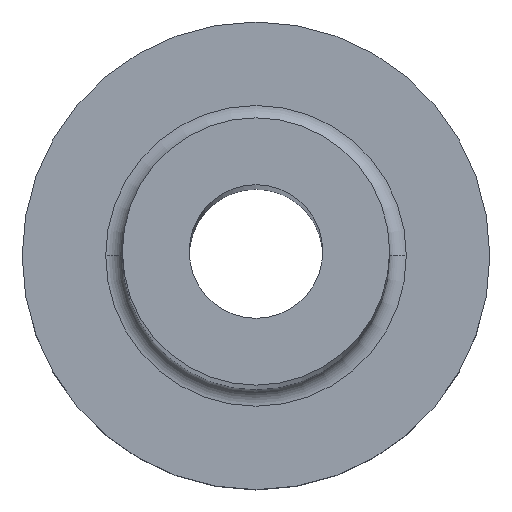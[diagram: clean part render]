
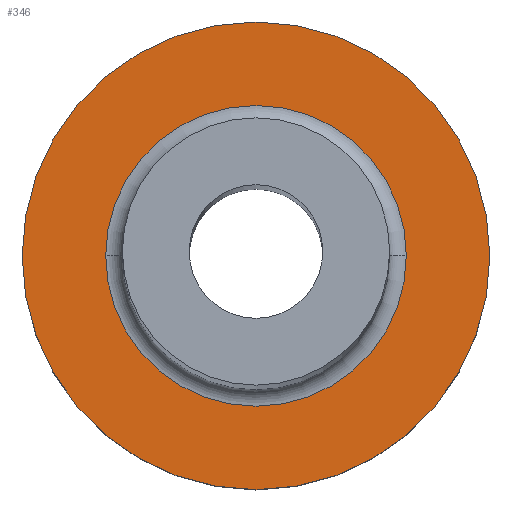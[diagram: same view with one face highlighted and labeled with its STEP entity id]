
A CAD part, top view. The second image highlights one B-rep face of the part: STEP entity #346.
In plain terms, the highlighted planar face has unit normal (0, 0, 1).
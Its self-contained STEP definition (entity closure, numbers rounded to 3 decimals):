
#2 = CARTESIAN_POINT ( 'NONE',  ( 0., 0., 5. ) ) ;
#4 = CARTESIAN_POINT ( 'NONE',  ( 0., 0., 5. ) ) ;
#19 = CARTESIAN_POINT ( 'NONE',  ( 7., 0., 5. ) ) ;
#22 = CIRCLE ( 'NONE', #341, 4.5 ) ;
#26 = EDGE_LOOP ( 'NONE', ( #309, #252 ) ) ;
#32 = EDGE_CURVE ( 'NONE', #347, #301, #111, .T. ) ;
#44 = EDGE_CURVE ( 'NONE', #301, #347, #22, .T. ) ;
#51 = DIRECTION ( 'NONE',  ( 0., 0., 1. ) ) ;
#54 = DIRECTION ( 'NONE',  ( 1., 0., 0. ) ) ;
#68 = CARTESIAN_POINT ( 'NONE',  ( -7., 0., 5. ) ) ;
#74 = VERTEX_POINT ( 'NONE', #68 ) ;
#80 = CIRCLE ( 'NONE', #371, 7. ) ;
#99 = AXIS2_PLACEMENT_3D ( 'NONE', #354, #143, #312 ) ;
#110 = ORIENTED_EDGE ( 'NONE', *, *, #44, .T. ) ;
#111 = CIRCLE ( 'NONE', #254, 4.5 ) ;
#112 = CARTESIAN_POINT ( 'NONE',  ( 4.5, 0., 5. ) ) ;
#139 = PLANE ( 'NONE',  #162 ) ;
#143 = DIRECTION ( 'NONE',  ( 0., 0., 1. ) ) ;
#148 = CARTESIAN_POINT ( 'NONE',  ( 0., 0., 5. ) ) ;
#156 = DIRECTION ( 'NONE',  ( 1., 0., 0. ) ) ;
#162 = AXIS2_PLACEMENT_3D ( 'NONE', #2, #51, #356 ) ;
#171 = FACE_OUTER_BOUND ( 'NONE', #26, .T. ) ;
#193 = EDGE_LOOP ( 'NONE', ( #228, #110 ) ) ;
#201 = VERTEX_POINT ( 'NONE', #19 ) ;
#217 = DIRECTION ( 'NONE',  ( 0., 0., -1. ) ) ;
#228 = ORIENTED_EDGE ( 'NONE', *, *, #32, .T. ) ;
#236 = DIRECTION ( 'NONE',  ( 1., 0., 0. ) ) ;
#238 = DIRECTION ( 'NONE',  ( 0., 0., -1. ) ) ;
#252 = ORIENTED_EDGE ( 'NONE', *, *, #310, .T. ) ;
#254 = AXIS2_PLACEMENT_3D ( 'NONE', #148, #238, #236 ) ;
#257 = DIRECTION ( 'NONE',  ( 0., 0., 1. ) ) ;
#259 = CARTESIAN_POINT ( 'NONE',  ( -4.5, 0., 5. ) ) ;
#260 = CIRCLE ( 'NONE', #99, 7. ) ;
#301 = VERTEX_POINT ( 'NONE', #259 ) ;
#309 = ORIENTED_EDGE ( 'NONE', *, *, #325, .T. ) ;
#310 = EDGE_CURVE ( 'NONE', #201, #74, #260, .T. ) ;
#312 = DIRECTION ( 'NONE',  ( 1., 0., 0. ) ) ;
#318 = FACE_BOUND ( 'NONE', #193, .T. ) ;
#325 = EDGE_CURVE ( 'NONE', #74, #201, #80, .T. ) ;
#341 = AXIS2_PLACEMENT_3D ( 'NONE', #363, #217, #156 ) ;
#346 = ADVANCED_FACE ( 'NONE', ( #318, #171 ), #139, .T. ) ;
#347 = VERTEX_POINT ( 'NONE', #112 ) ;
#354 = CARTESIAN_POINT ( 'NONE',  ( 0., 0., 5. ) ) ;
#356 = DIRECTION ( 'NONE',  ( 1., 0., 0. ) ) ;
#363 = CARTESIAN_POINT ( 'NONE',  ( 0., 0., 5. ) ) ;
#371 = AXIS2_PLACEMENT_3D ( 'NONE', #4, #257, #54 ) ;
